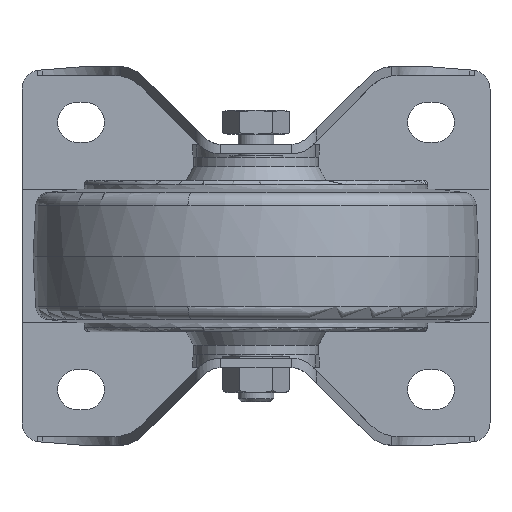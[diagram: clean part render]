
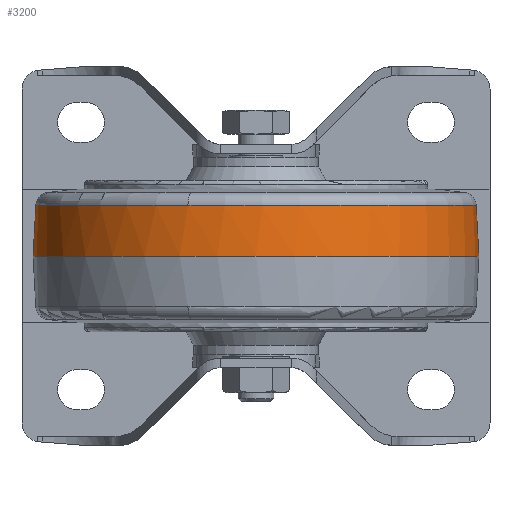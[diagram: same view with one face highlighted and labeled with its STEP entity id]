
A CAD part, front view. The second image highlights one B-rep face of the part: STEP entity #3200.
In plain terms, the highlighted conical face has half-angle 3 degrees and reference radius 50 mm.
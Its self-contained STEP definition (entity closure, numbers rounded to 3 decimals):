
#123 = LINE ( 'NONE', #4187, #4728 ) ;
#423 = FACE_OUTER_BOUND ( 'NONE', #5744, .T. ) ;
#1336 = AXIS2_PLACEMENT_3D ( 'NONE', #10894, #7885, #3623 ) ;
#2607 = DIRECTION ( 'NONE',  ( -1., 0., 0. ) ) ;
#2906 = CARTESIAN_POINT ( 'NONE',  ( 0., 50., 0. ) ) ;
#3056 = VERTEX_POINT ( 'NONE', #9289 ) ;
#3064 = ORIENTED_EDGE ( 'NONE', *, *, #7658, .T. ) ;
#3200 = ADVANCED_FACE ( 'NONE', ( #423 ), #12330, .T. ) ;
#3441 = DIRECTION ( 'NONE',  ( -0.052, 0., -0.999 ) ) ;
#3623 = DIRECTION ( 'NONE',  ( -1., 0., 0. ) ) ;
#3723 = AXIS2_PLACEMENT_3D ( 'NONE', #8070, #7069, #11133 ) ;
#4187 = CARTESIAN_POINT ( 'NONE',  ( 49.402, 50., 11.415 ) ) ;
#4591 = CARTESIAN_POINT ( 'NONE',  ( -49.402, 50., 11.415 ) ) ;
#4728 = VECTOR ( 'NONE', #5211, 1000. ) ;
#5211 = DIRECTION ( 'NONE',  ( 0.052, 0., -0.999 ) ) ;
#5464 = CARTESIAN_POINT ( 'NONE',  ( -49.402, 50., 11.415 ) ) ;
#5737 = EDGE_CURVE ( 'NONE', #9323, #3056, #10609, .T. ) ;
#5744 = EDGE_LOOP ( 'NONE', ( #13205, #8075, #3064, #7664, #7773 ) ) ;
#6493 = AXIS2_PLACEMENT_3D ( 'NONE', #2906, #12100, #11904 ) ;
#6647 = EDGE_CURVE ( 'NONE', #7298, #12653, #12264, .T. ) ;
#6780 = CARTESIAN_POINT ( 'NONE',  ( -50., 50., 0. ) ) ;
#7069 = DIRECTION ( 'NONE',  ( 0., 0., -1. ) ) ;
#7152 = VECTOR ( 'NONE', #3441, 1000. ) ;
#7298 = VERTEX_POINT ( 'NONE', #13346 ) ;
#7658 = EDGE_CURVE ( 'NONE', #3056, #11170, #8890, .T. ) ;
#7664 = ORIENTED_EDGE ( 'NONE', *, *, #11609, .T. ) ;
#7773 = ORIENTED_EDGE ( 'NONE', *, *, #6647, .F. ) ;
#7885 = DIRECTION ( 'NONE',  ( 0., 0., -1. ) ) ;
#8070 = CARTESIAN_POINT ( 'NONE',  ( 0., 50., 0. ) ) ;
#8075 = ORIENTED_EDGE ( 'NONE', *, *, #5737, .T. ) ;
#8676 = DIRECTION ( 'NONE',  ( 0., 0., -1. ) ) ;
#8890 = CIRCLE ( 'NONE', #9731, 49.402 ) ;
#9289 = CARTESIAN_POINT ( 'NONE',  ( -15.266, 3.016, 11.415 ) ) ;
#9323 = VERTEX_POINT ( 'NONE', #11777 ) ;
#9731 = AXIS2_PLACEMENT_3D ( 'NONE', #10682, #8676, #2607 ) ;
#10609 = CIRCLE ( 'NONE', #1336, 49.402 ) ;
#10682 = CARTESIAN_POINT ( 'NONE',  ( 0., 50., 11.415 ) ) ;
#10819 = EDGE_CURVE ( 'NONE', #9323, #7298, #123, .T. ) ;
#10894 = CARTESIAN_POINT ( 'NONE',  ( 0., 50., 11.415 ) ) ;
#11133 = DIRECTION ( 'NONE',  ( 0., 1., 0. ) ) ;
#11170 = VERTEX_POINT ( 'NONE', #5464 ) ;
#11609 = EDGE_CURVE ( 'NONE', #11170, #12653, #12871, .T. ) ;
#11777 = CARTESIAN_POINT ( 'NONE',  ( 49.402, 50., 11.415 ) ) ;
#11904 = DIRECTION ( 'NONE',  ( -1., 0., 0. ) ) ;
#12100 = DIRECTION ( 'NONE',  ( 0., 0., -1. ) ) ;
#12264 = CIRCLE ( 'NONE', #6493, 50. ) ;
#12330 = CONICAL_SURFACE ( 'NONE', #3723, 50., 0.052 ) ;
#12653 = VERTEX_POINT ( 'NONE', #6780 ) ;
#12871 = LINE ( 'NONE', #4591, #7152 ) ;
#13205 = ORIENTED_EDGE ( 'NONE', *, *, #10819, .F. ) ;
#13346 = CARTESIAN_POINT ( 'NONE',  ( 50., 50., 0. ) ) ;
